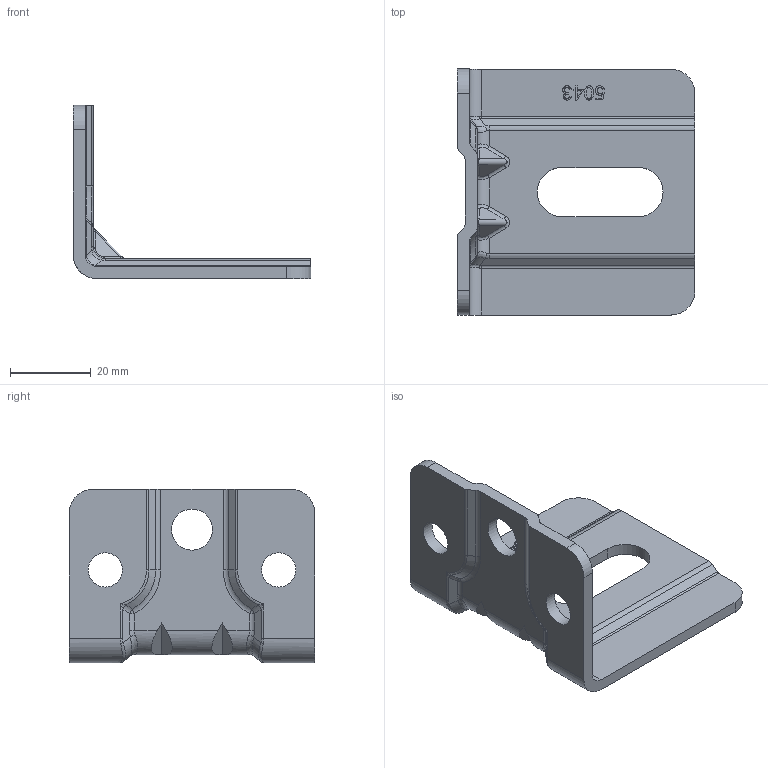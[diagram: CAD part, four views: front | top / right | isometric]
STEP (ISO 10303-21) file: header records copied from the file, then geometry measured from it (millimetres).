
FILE_DESCRIPTION(/* description */ (''),/* implementation_level */ '2;1');
FILE_NAME(/* name */ '5043.stp',/* time_stamp */ '2016-10-05T16:17:28+02:00',/* author */ ('Giuliano'),/* organization */ (''),/* preprocessor_version */ 'ST-DEVELOPER v16.5',/* originating_system */ 'Autodesk Inventor 2017',/* authorisation */ '');
FILE_SCHEMA (('AUTOMOTIVE_DESIGN { 1 0 10303 214 3 1 1 }'));
Length unit declared in the file: millimetre
Products named in the file (1): 5043
Bounding box: 59 x 61 x 43 mm (x, y, z)
Volume: 16176.3 mm3; surface area: 12158.7 mm2
Topology: 1 solids, 1 shells, 214 faces, 547 edges, 337 vertices
Faces by surface type: bspline 75, plane 68, cylinder 57, torus 8, cone 4, sphere 2
Full cylindrical faces by diameter (mm): 8.5 x2, 10.2 x1
Entity records: 7293 total; most frequent: CARTESIAN_POINT 2373, ORIENTED_EDGE 1074, DIRECTION 923, EDGE_CURVE 537, VERTEX_POINT 334, AXIS2_PLACEMENT_3D 332, LINE 259, VECTOR 259
